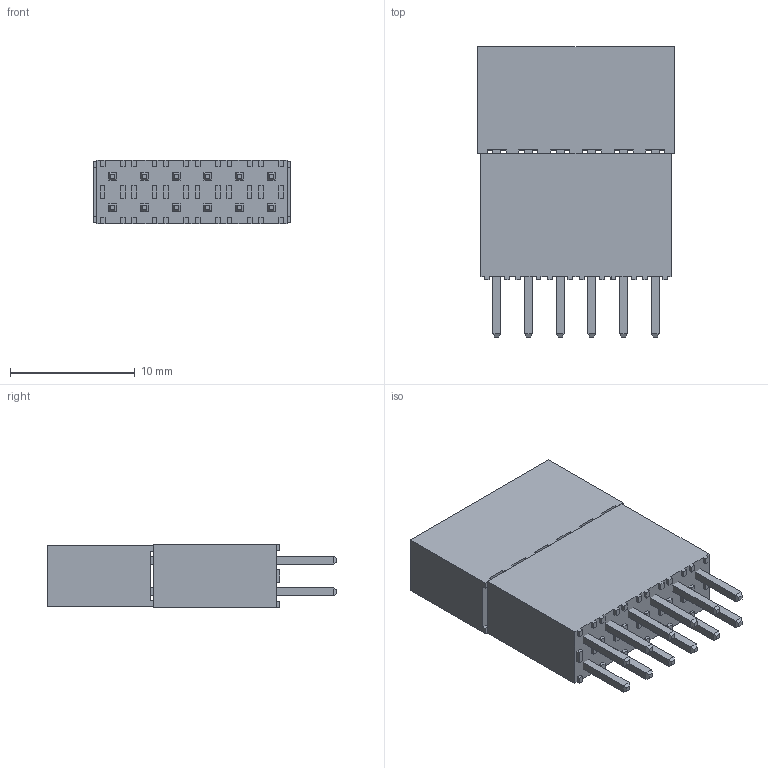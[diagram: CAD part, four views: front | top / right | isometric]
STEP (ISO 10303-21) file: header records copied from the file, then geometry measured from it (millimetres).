
FILE_DESCRIPTION( ( 'STEP AP214' ), '1' );
FILE_NAME( 'ESQ-106-44-G-D.stp', '2019-01-27T16:40:04', ( '' ), ( '' ), ' ', 'PARTsolutions', ' ' );
FILE_SCHEMA( ( 'AUTOMOTIVE_DESIGN { 1 0 10303 214 1 1 1 1 }' ) );
Length unit declared in the file: inch
Products named in the file (4): ESQ-106-44-G-D; _ESQ-106-44-G-D_socket; _ESQ-106-44-G-D_pins; _ESQ-106-44-G-D-LL_bpins
Assembly tree (3 placements, depth 2):
  ESQ-106-44-G-D
    _ESQ-106-44-G-D_socket
    _ESQ-106-44-G-D_pins
    _ESQ-106-44-G-D-LL_bpins
Bounding box: 15.75 x 23.24 x 5.08 mm (x, y, z)
Volume: 1453.2 mm3; surface area: 2064.2 mm2
Topology: 3 solids, 3 shells, 526 faces, 1368 edges, 896 vertices
Faces by surface type: plane 514, cylinder 12
Entity records: 10787 total; most frequent: ORIENTED_EDGE 2736, CARTESIAN_POINT 1418, EDGE_CURVE 1368, LINE 1136, VERTEX_POINT 896, EDGE_LOOP 574, STYLED_ITEM 526, ADVANCED_FACE 526
